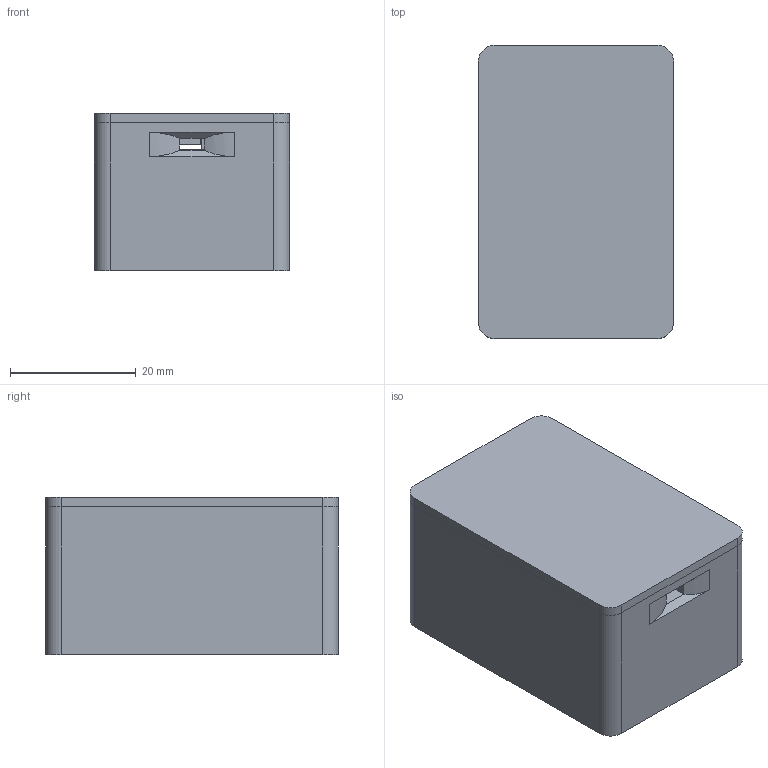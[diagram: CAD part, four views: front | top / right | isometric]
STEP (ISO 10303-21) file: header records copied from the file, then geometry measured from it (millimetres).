
FILE_DESCRIPTION(/* description */ (''),/* implementation_level */ '2;1');
FILE_NAME(/* name */ 'NovaHub.step',/* time_stamp */ '2026-02-16T18:59:01+01:00',/* author */ (''),/* organization */ (''),/* preprocessor_version */ 'ST-DEVELOPER v20.1',/* originating_system */ 'Autodesk Translation Framework v14.24.0.0',/* authorisation */ '');
FILE_SCHEMA (('AUTOMOTIVE_DESIGN { 1 0 10303 214 3 1 1 }'));
Length unit declared in the file: millimetre
Products named in the file (1): NovaHub
Bounding box: 31 x 46.53 x 25 mm (x, y, z)
Volume: 15260.9 mm3; surface area: 17119.7 mm2
Topology: 4 solids, 4 shells, 194 faces, 527 edges, 348 vertices
Faces by surface type: plane 162, cylinder 32
Full cylindrical faces by diameter (mm): 4 x6
Entity records: 6082 total; most frequent: CARTESIAN_POINT 1070, ORIENTED_EDGE 1054, DIRECTION 989, EDGE_CURVE 527, LINE 455, VECTOR 455, VERTEX_POINT 348, AXIS2_PLACEMENT_3D 267
